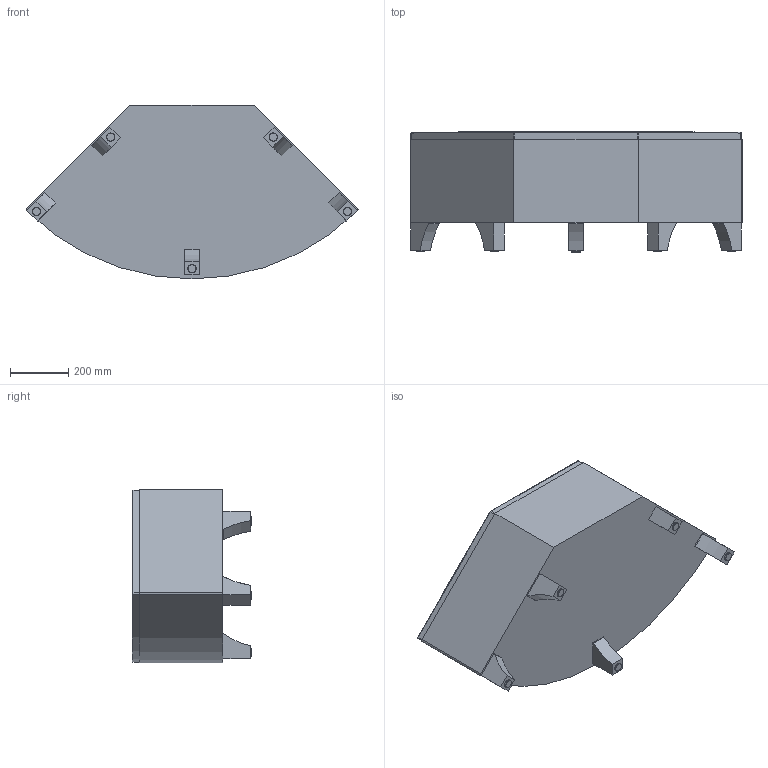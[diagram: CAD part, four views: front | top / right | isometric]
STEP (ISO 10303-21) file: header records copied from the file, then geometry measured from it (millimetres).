
FILE_DESCRIPTION(/* description */ (''),/* implementation_level */ '2;1');
FILE_NAME(/* name */ 'KOU90T (SYMBOL).stp',/* time_stamp */ '2017-03-21T09:44:52-04:00',/* author */ ('emerkel'),/* organization */ (''),/* preprocessor_version */ 'ST-DEVELOPER v16.5',/* originating_system */ 'Autodesk Inventor 2017',/* authorisation */ '');
FILE_SCHEMA (('AUTOMOTIVE_DESIGN { 1 0 10303 214 3 1 1 }'));
Length unit declared in the file: inch
Products named in the file (9): KOU90T (SYMBOL); ECT90-1 042T; ECT90-1 042T_1; 1/4-20X3/4" LG. INSERT NUT; OUTLET-USB 02; NEW KOU LEG; NEW KOU LEG_1; GLIDE APFAA06-1; ECT90T UBASE UPHOLSTERY
Assembly tree (15 placements, depth 3):
  KOU90T (SYMBOL)
    ECT90-1 042T
      ECT90-1 042T_1
      1/4-20X3/4" LG. INSERT NUT  x4
      OUTLET-USB 02
    NEW KOU LEG  x5
      NEW KOU LEG_1
      GLIDE APFAA06-1
    ECT90T UBASE UPHOLSTERY
Bounding box: 1138.55 x 411.21 x 596.11 mm (x, y, z)
Volume: 147737668.8 mm3; surface area: 2920139.1 mm2
Topology: 39 solids, 39 shells, 921 faces, 2350 edges, 1537 vertices
Faces by surface type: plane 717, cone 92, cylinder 86, bspline 12, sphere 8, torus 6
Full cylindrical faces by diameter (mm): 2.381 x4, 4.762 x4, 6.35 x4, 7.336 x4, 8.731 x4, 10.77 x5, 12.289 x4, 16.002 x5, 19.05 x5, 28.575 x5
Entity records: 10733 total; most frequent: CARTESIAN_POINT 3406, ORIENTED_EDGE 1448, DIRECTION 1367, EDGE_CURVE 724, AXIS2_PLACEMENT_3D 521, VERTEX_POINT 488, EDGE_LOOP 362, LINE 325
